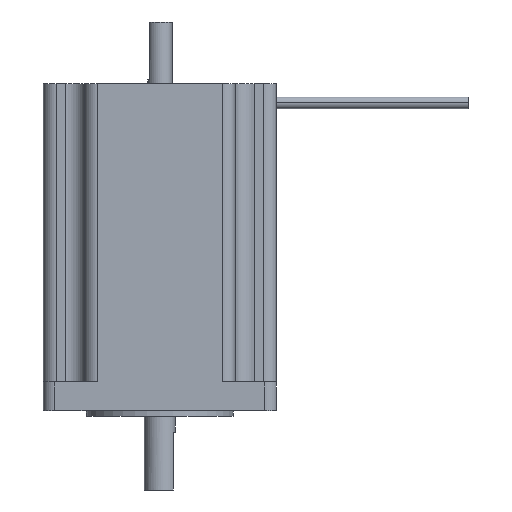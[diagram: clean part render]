
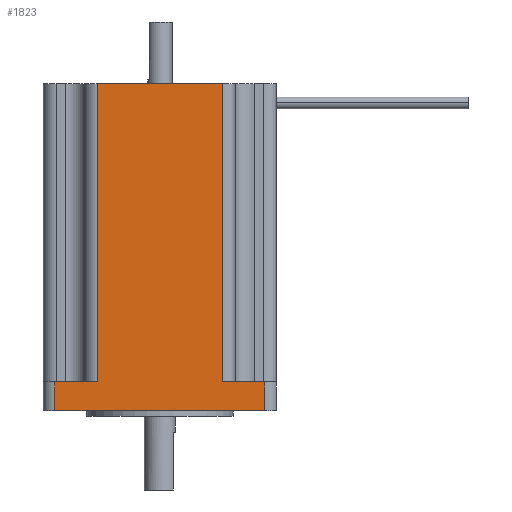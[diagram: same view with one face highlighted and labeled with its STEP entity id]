
A CAD part, front view. The second image highlights one B-rep face of the part: STEP entity #1823.
In plain terms, the highlighted planar face has unit normal (0, -1, 0).
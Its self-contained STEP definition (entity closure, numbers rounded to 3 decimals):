
#317 = ORIENTED_EDGE ( 'NONE', *, *, #1730, .T. ) ;
#319 = ORIENTED_EDGE ( 'NONE', *, *, #1731, .F. ) ;
#320 = ORIENTED_EDGE ( 'NONE', *, *, #1735, .T. ) ;
#321 = ORIENTED_EDGE ( 'NONE', *, *, #1749, .F. ) ;
#322 = ORIENTED_EDGE ( 'NONE', *, *, #1750, .T. ) ;
#323 = ORIENTED_EDGE ( 'NONE', *, *, #1733, .T. ) ;
#325 = ORIENTED_EDGE ( 'NONE', *, *, #1732, .F. ) ;
#327 = ORIENTED_EDGE ( 'NONE', *, *, #1781, .F. ) ;
#425 = VERTEX_POINT ( 'NONE', #1589 ) ;
#426 = VERTEX_POINT ( 'NONE', #1570 ) ;
#438 = VERTEX_POINT ( 'NONE', #1655 ) ;
#439 = VERTEX_POINT ( 'NONE', #1558 ) ;
#454 = VERTEX_POINT ( 'NONE', #1647 ) ;
#458 = VERTEX_POINT ( 'NONE', #1560 ) ;
#495 = VERTEX_POINT ( 'NONE', #1716 ) ;
#514 = VERTEX_POINT ( 'NONE', #1690 ) ;
#622 = EDGE_LOOP ( 'NONE', ( #327, #323, #325, #322, #320, #321, #319, #317 ) ) ;
#869 = PLANE ( 'NONE',  #2206 ) ;
#881 = DIRECTION ( 'NONE',  ( 0., 1., 0. ) ) ;
#905 = CARTESIAN_POINT ( 'NONE',  ( 19.575, -30.25, 7.5 ) ) ;
#951 = CARTESIAN_POINT ( 'NONE',  ( 27.25, -30.25, 85. ) ) ;
#968 = CARTESIAN_POINT ( 'NONE',  ( 16.275, -30.25, 85. ) ) ;
#998 = DIRECTION ( 'NONE',  ( 0., 0., 1. ) ) ;
#1011 = CARTESIAN_POINT ( 'NONE',  ( -27.25, -30.25, 85. ) ) ;
#1033 = DIRECTION ( 'NONE',  ( 1., 0., 0. ) ) ;
#1137 = DIRECTION ( 'NONE',  ( 1., 0., 0. ) ) ;
#1225 = DIRECTION ( 'NONE',  ( 0., 0., -1. ) ) ;
#1229 = DIRECTION ( 'NONE',  ( 0., 0., -1. ) ) ;
#1237 = CARTESIAN_POINT ( 'NONE',  ( -27.25, -30.25, 85. ) ) ;
#1319 = DIRECTION ( 'NONE',  ( 0., 0., 1. ) ) ;
#1323 = DIRECTION ( 'NONE',  ( 1., 0., 0. ) ) ;
#1324 = CARTESIAN_POINT ( 'NONE',  ( -27.25, -30.25, 85. ) ) ;
#1335 = CARTESIAN_POINT ( 'NONE',  ( -27.25, -30.25, 7.5 ) ) ;
#1338 = DIRECTION ( 'NONE',  ( 1., 0., 0. ) ) ;
#1340 = CARTESIAN_POINT ( 'NONE',  ( -16.275, -30.25, 85. ) ) ;
#1342 = DIRECTION ( 'NONE',  ( 0., 0., -1. ) ) ;
#1345 = CARTESIAN_POINT ( 'NONE',  ( -27.25, -30.25, 0. ) ) ;
#1422 = VECTOR ( 'NONE', #1342, 1000. ) ;
#1429 = VECTOR ( 'NONE', #998, 1000. ) ;
#1457 = VECTOR ( 'NONE', #1338, 1000. ) ;
#1477 = VECTOR ( 'NONE', #1137, 1000. ) ;
#1484 = VECTOR ( 'NONE', #1323, 1000. ) ;
#1487 = VECTOR ( 'NONE', #1229, 1000. ) ;
#1536 = VECTOR ( 'NONE', #1225, 1000. ) ;
#1549 = VECTOR ( 'NONE', #1033, 1000. ) ;
#1558 = CARTESIAN_POINT ( 'NONE',  ( 16.275, -30.25, 85. ) ) ;
#1560 = CARTESIAN_POINT ( 'NONE',  ( -16.275, -30.25, 85. ) ) ;
#1570 = CARTESIAN_POINT ( 'NONE',  ( -27.25, -30.25, 7.5 ) ) ;
#1589 = CARTESIAN_POINT ( 'NONE',  ( 16.275, -30.25, 7.5 ) ) ;
#1647 = CARTESIAN_POINT ( 'NONE',  ( 27.25, -30.25, 7.5 ) ) ;
#1655 = CARTESIAN_POINT ( 'NONE',  ( 27.25, -30.25, 0. ) ) ;
#1690 = CARTESIAN_POINT ( 'NONE',  ( -16.275, -30.25, 7.5 ) ) ;
#1716 = CARTESIAN_POINT ( 'NONE',  ( -27.25, -30.25, 0. ) ) ;
#1730 = EDGE_CURVE ( 'NONE', #425, #439, #1887, .T. ) ;
#1731 = EDGE_CURVE ( 'NONE', #425, #454, #1893, .T. ) ;
#1732 = EDGE_CURVE ( 'NONE', #426, #514, #1894, .T. ) ;
#1733 = EDGE_CURVE ( 'NONE', #458, #514, #1870, .T. ) ;
#1735 = EDGE_CURVE ( 'NONE', #495, #438, #1869, .T. ) ;
#1749 = EDGE_CURVE ( 'NONE', #454, #438, #1878, .T. ) ;
#1750 = EDGE_CURVE ( 'NONE', #426, #495, #1880, .T. ) ;
#1781 = EDGE_CURVE ( 'NONE', #458, #439, #2022, .T. ) ;
#1823 = ADVANCED_FACE ( 'NONE', ( #1986 ), #869, .F. ) ;
#1869 = LINE ( 'NONE', #1345, #1484 ) ;
#1870 = LINE ( 'NONE', #1340, #1422 ) ;
#1878 = LINE ( 'NONE', #951, #1487 ) ;
#1880 = LINE ( 'NONE', #1237, #1536 ) ;
#1887 = LINE ( 'NONE', #968, #1429 ) ;
#1893 = LINE ( 'NONE', #905, #1477 ) ;
#1894 = LINE ( 'NONE', #1335, #1457 ) ;
#1986 = FACE_OUTER_BOUND ( 'NONE', #622, .T. ) ;
#2022 = LINE ( 'NONE', #1011, #1549 ) ;
#2206 = AXIS2_PLACEMENT_3D ( 'NONE', #1324, #881, #1319 ) ;
